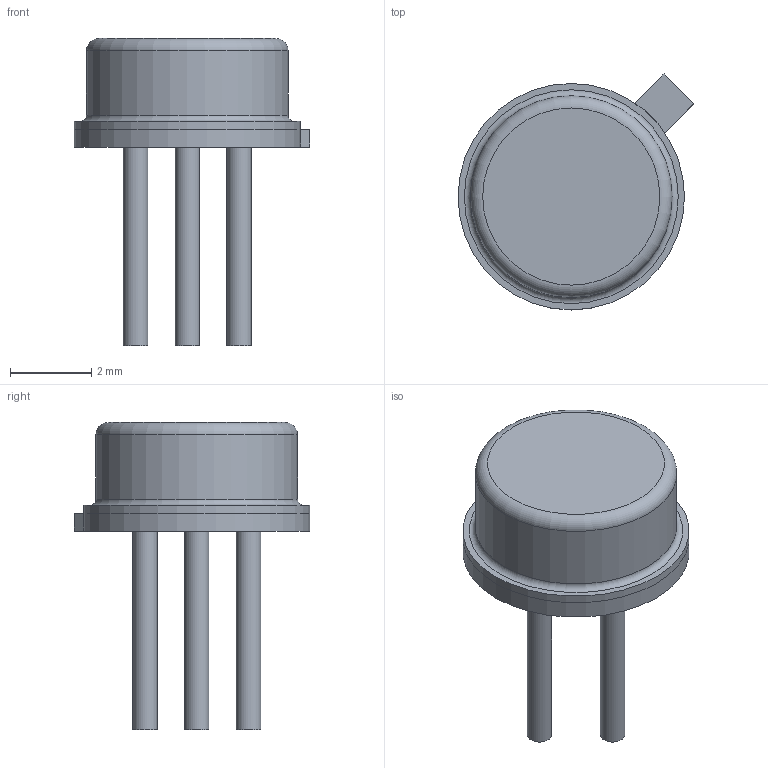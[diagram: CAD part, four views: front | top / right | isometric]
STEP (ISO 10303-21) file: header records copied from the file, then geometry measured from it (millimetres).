
FILE_DESCRIPTION(/* description */ (''),/* implementation_level */ '2;1');
FILE_NAME(/* name */ 'TO-46-4.stp',/* time_stamp */ '2017-05-31T10:35:16+02:00',/* author */ ('jchouvet'),/* organization */ (''),/* preprocessor_version */ 'ST-DEVELOPER v16.1',/* originating_system */ 'AutoCAD Mechanical',/* authorisation */ '');
FILE_SCHEMA (('AUTOMOTIVE_DESIGN { 1 0 10303 214 3 1 1 }'));
Length unit declared in the file: millimetre
Products named in the file (1): Product
Bounding box: 5.79 x 5.79 x 7.54 mm (x, y, z)
Volume: 60.3 mm3; surface area: 186.8 mm2
Topology: 10 solids, 10 shells, 43 faces, 55 edges, 36 vertices
Faces by surface type: plane 27, cylinder 14, torus 2
Full cylindrical faces by diameter (mm): 0.6 x4, 0.9 x6, 4.95 x1, 5.56 x2
Entity records: 845 total; most frequent: DIRECTION 158, CARTESIAN_POINT 120, ORIENTED_EDGE 80, AXIS2_PLACEMENT_3D 74, EDGE_LOOP 62, FACE_OUTER_BOUND 43, ADVANCED_FACE 43, EDGE_CURVE 40
